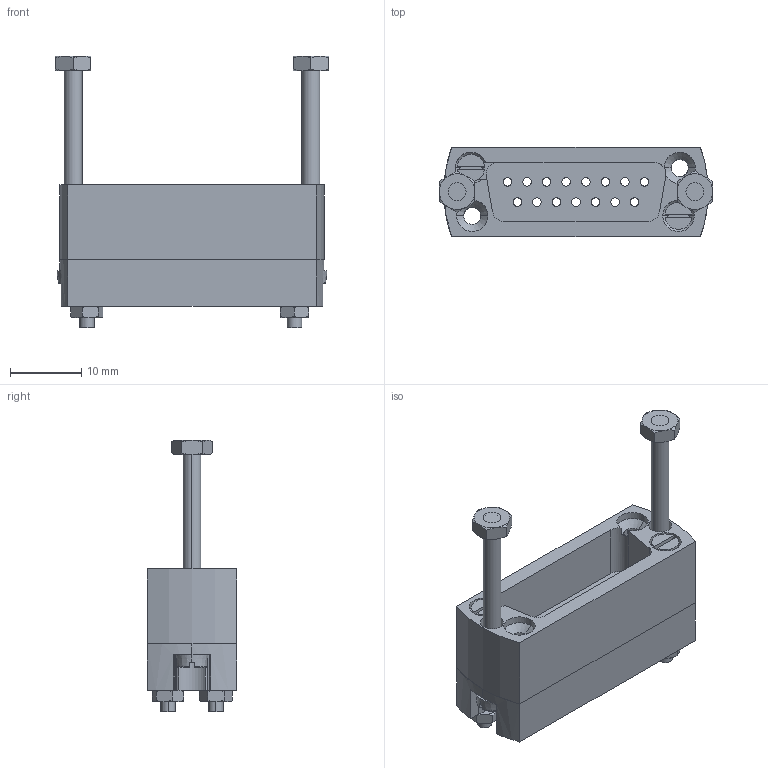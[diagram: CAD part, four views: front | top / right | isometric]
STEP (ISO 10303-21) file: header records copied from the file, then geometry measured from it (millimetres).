
FILE_DESCRIPTION (( 'STEP AP214' ), '1' );
FILE_NAME ('211-MS15-UHV.STEP', '2019-09-11T08:13:42', ( 'allectra' ), ( 'Microsoft' ), 'SwSTEP 2.0', 'SolidWorks 2014', '' );
FILE_SCHEMA (( 'AUTOMOTIVE_DESIGN' ));
Length unit declared in the file: millimetre
Products named in the file (7): Hexagon Nut ISO 4032 - M2.5 - D - N_Hexagon Nut ISO 4032 - M2.5 - D - N; ISO 1207 - M2.5 x 30 --- 30N_ISO 1207 - M2.5 x 30 --- 30N; ISO 2009 - M2 x 20 --- 20C_ISO 2009 - M2 x 20 --- 20C; Hexagon Nut ISO 4032 - M2 - D - N_Hexagon Nut ISO 4032 - M2 - D - N; 9211-FSX-UHV-BP_9211-FS15-UHV-BP; 9211-MSX-UHV-FP_9211-MS15-UHV-FP-B; 211-MS15-UHV
Assembly tree (10 placements, depth 2):
  211-MS15-UHV
    9211-MSX-UHV-FP_9211-MS15-UHV-FP-B
    9211-FSX-UHV-BP_9211-FS15-UHV-BP
    Hexagon Nut ISO 4032 - M2 - D - N_Hexagon Nut ISO 4032 - M2 - D - N  x2
    ISO 2009 - M2 x 20 --- 20C_ISO 2009 - M2 x 20 --- 20C  x2
    ISO 1207 - M2.5 x 30 --- 30N_ISO 1207 - M2.5 x 30 --- 30N  x2
    Hexagon Nut ISO 4032 - M2.5 - D - N_Hexagon Nut ISO 4032 - M2.5 - D - N  x2
Bounding box: 38.3 x 12.5 x 38 mm (x, y, z)
Volume: 5612.3 mm3; surface area: 6437.8 mm2
Topology: 10 solids, 10 shells, 447 faces, 1062 edges, 647 vertices
Faces by surface type: cylinder 197, cone 140, plane 102, torus 8
Entity records: 11377 total; most frequent: CARTESIAN_POINT 2127, DIRECTION 2028, ORIENTED_EDGE 1760, EDGE_CURVE 880, AXIS2_PLACEMENT_3D 835, VERTEX_POINT 539, EDGE_LOOP 463, CIRCLE 458
